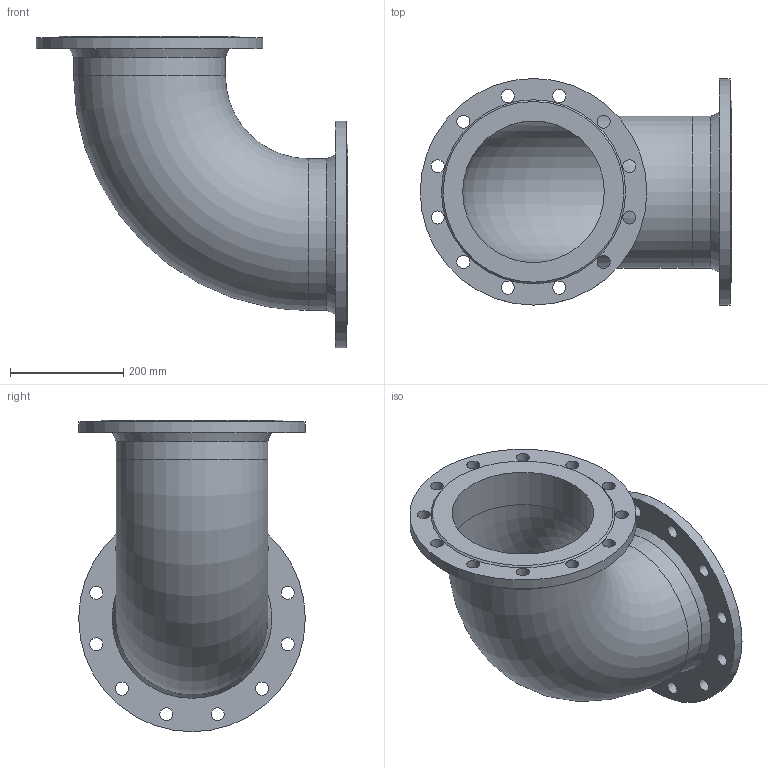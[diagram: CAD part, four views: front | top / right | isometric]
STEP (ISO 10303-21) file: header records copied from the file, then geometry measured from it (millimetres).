
FILE_DESCRIPTION (( 'STEP AP203' ), '1' );
FILE_NAME ('250-90-PN10.STEP', '2017-10-30T08:31:56', ( 'Windows User' ), ( 'AVK' ), 'SwSTEP 2.0', 'SolidWorks 2012', '' );
FILE_SCHEMA (( 'CONFIG_CONTROL_DESIGN' ));
Length unit declared in the file: millimetre
Products named in the file (1): 250-90-PN10
Bounding box: 550 x 400 x 550 mm (x, y, z)
Volume: 6928405.3 mm3; surface area: 1252704.6 mm2
Topology: 1 solids, 1 shells, 42 faces, 104 edges, 68 vertices
Faces by surface type: cylinder 30, plane 6, cone 4, torus 2
Full cylindrical faces by diameter (mm): 23 x24, 250 x2, 268 x2, 400 x2
Entity records: 1261 total; most frequent: DIRECTION 218, CARTESIAN_POINT 175, ORIENTED_EDGE 132, EDGE_LOOP 132, AXIS2_PLACEMENT_3D 109, FACE_OUTER_BOUND 74, CIRCLE 66, VERTEX_POINT 66
